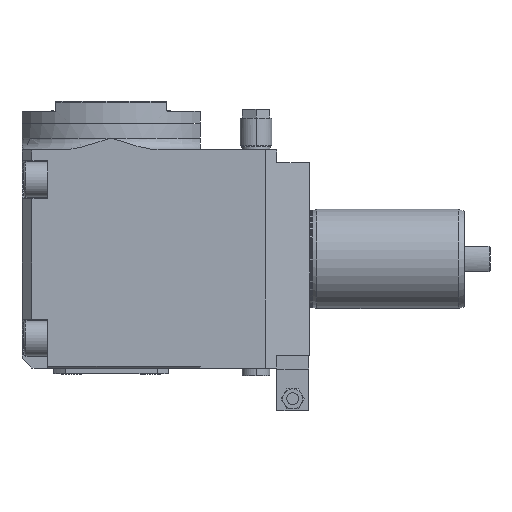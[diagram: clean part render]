
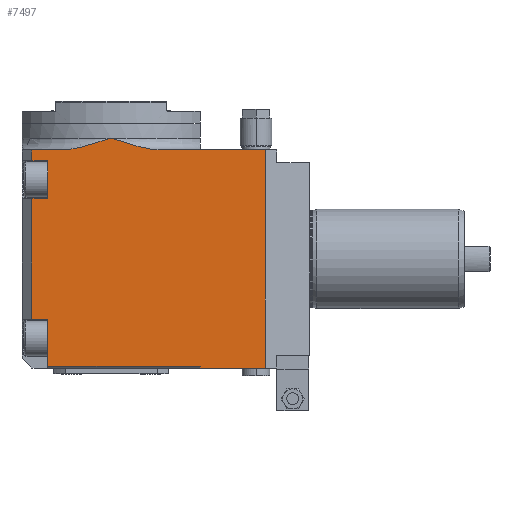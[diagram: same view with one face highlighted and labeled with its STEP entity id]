
A CAD part, front view. The second image highlights one B-rep face of the part: STEP entity #7497.
In plain terms, the highlighted planar face has unit normal (0, -1, 0).
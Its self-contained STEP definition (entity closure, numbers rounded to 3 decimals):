
#103=DIRECTION('',(1.,0.,0.));
#104=VECTOR('',#103,32.608);
#105=CARTESIAN_POINT('',(-55.,-50.,-55.));
#106=LINE('',#105,#104);
#251=DIRECTION('',(-1.,0.,0.));
#252=VECTOR('',#251,52.389);
#253=CARTESIAN_POINT('',(-22.392,-50.,55.));
#254=LINE('',#253,#252);
#295=DIRECTION('',(1.,0.,0.));
#296=VECTOR('',#295,77.);
#297=CARTESIAN_POINT('',(-132.,-50.,-54.));
#298=LINE('',#297,#296);
#299=DIRECTION('',(0.,0.,1.));
#300=VECTOR('',#299,23.5);
#301=CARTESIAN_POINT('',(-132.,-50.,-54.));
#302=LINE('',#301,#300);
#303=DIRECTION('',(1.,0.,0.));
#304=VECTOR('',#303,8.);
#305=CARTESIAN_POINT('',(-140.,-50.,-30.5));
#306=LINE('',#305,#304);
#307=DIRECTION('',(0.,0.,-1.));
#308=VECTOR('',#307,61.);
#309=CARTESIAN_POINT('',(-140.,-50.,30.5));
#310=LINE('',#309,#308);
#311=DIRECTION('',(1.,0.,0.));
#312=VECTOR('',#311,8.);
#313=CARTESIAN_POINT('',(-140.,-50.,30.5));
#314=LINE('',#313,#312);
#315=DIRECTION('',(0.,0.,1.));
#316=VECTOR('',#315,19.);
#317=CARTESIAN_POINT('',(-132.,-50.,30.5));
#318=LINE('',#317,#316);
#319=DIRECTION('',(1.,0.,0.));
#320=VECTOR('',#319,8.);
#321=CARTESIAN_POINT('',(-140.,-50.,49.5));
#322=LINE('',#321,#320);
#323=DIRECTION('',(0.,0.,-1.));
#324=VECTOR('',#323,5.5);
#325=CARTESIAN_POINT('',(-140.,-50.,55.));
#326=LINE('',#325,#324);
#327=DIRECTION('',(1.,0.,0.));
#328=VECTOR('',#327,14.781);
#329=CARTESIAN_POINT('',(-140.,-50.,55.));
#330=LINE('',#329,#328);
#331=CARTESIAN_POINT('',(-100.,-50.,61.));
#332=CARTESIAN_POINT('',(-101.282,-50.,60.556));
#333=CARTESIAN_POINT('',(-103.735,-50.,59.707));
#334=CARTESIAN_POINT('',(-107.11,-50.,58.583));
#335=CARTESIAN_POINT('',(-110.132,-50.,57.645));
#336=CARTESIAN_POINT('',(-112.839,-50.,56.883));
#337=CARTESIAN_POINT('',(-115.25,-50.,56.284));
#338=CARTESIAN_POINT('',(-117.385,-50.,55.829));
#339=CARTESIAN_POINT('',(-119.284,-50.,55.494));
#340=CARTESIAN_POINT('',(-120.994,-50.,55.257));
#341=CARTESIAN_POINT('',(-122.537,-50.,55.103));
#342=CARTESIAN_POINT('',(-123.94,-50.,55.017));
#343=CARTESIAN_POINT('',(-124.806,-50.,55.));
#344=CARTESIAN_POINT('',(-125.219,-50.,55.));
#346=CARTESIAN_POINT('',(-74.781,-50.,55.));
#347=CARTESIAN_POINT('',(-75.195,-50.,55.));
#348=CARTESIAN_POINT('',(-76.061,-50.,55.017));
#349=CARTESIAN_POINT('',(-77.464,-50.,55.103));
#350=CARTESIAN_POINT('',(-79.008,-50.,55.257));
#351=CARTESIAN_POINT('',(-80.719,-50.,55.494));
#352=CARTESIAN_POINT('',(-82.618,-50.,55.83));
#353=CARTESIAN_POINT('',(-84.752,-50.,56.284));
#354=CARTESIAN_POINT('',(-87.161,-50.,56.883));
#355=CARTESIAN_POINT('',(-89.867,-50.,57.645));
#356=CARTESIAN_POINT('',(-92.888,-50.,58.583));
#357=CARTESIAN_POINT('',(-96.264,-50.,59.706));
#358=CARTESIAN_POINT('',(-98.717,-50.,60.556));
#359=CARTESIAN_POINT('',(-100.,-50.,61.));
#361=DIRECTION('',(0.,0.,-1.));
#362=VECTOR('',#361,110.);
#363=CARTESIAN_POINT('',(-22.392,-50.,55.));
#364=LINE('',#363,#362);
#369=DIRECTION('',(0.,0.,-1.));
#370=VECTOR('',#369,1.);
#371=CARTESIAN_POINT('',(-55.,-50.,-54.));
#372=LINE('',#371,#370);
#6245=CARTESIAN_POINT('',(-22.392,-50.,55.));
#6247=VERTEX_POINT('',#6245);
#6248=CARTESIAN_POINT('',(-22.392,-50.,-55.));
#6249=VERTEX_POINT('',#6248);
#6270=CARTESIAN_POINT('',(-55.,-50.,-55.));
#6271=VERTEX_POINT('',#6270);
#6314=CARTESIAN_POINT('',(-132.,-50.,-30.5));
#6315=VERTEX_POINT('',#6314);
#6318=CARTESIAN_POINT('',(-140.,-50.,-30.5));
#6320=VERTEX_POINT('',#6318);
#6334=CARTESIAN_POINT('',(-140.,-50.,30.5));
#6335=VERTEX_POINT('',#6334);
#6353=CARTESIAN_POINT('',(-140.,-50.,55.));
#6354=CARTESIAN_POINT('',(-125.219,-50.,55.));
#6355=VERTEX_POINT('',#6353);
#6356=VERTEX_POINT('',#6354);
#6370=CARTESIAN_POINT('',(-100.,-50.,61.));
#6372=VERTEX_POINT('',#6370);
#6377=CARTESIAN_POINT('',(-140.,-50.,49.5));
#6378=VERTEX_POINT('',#6377);
#6389=CARTESIAN_POINT('',(-132.,-50.,30.5));
#6390=CARTESIAN_POINT('',(-132.,-50.,49.5));
#6391=VERTEX_POINT('',#6389);
#6392=VERTEX_POINT('',#6390);
#6421=VERTEX_POINT('',#346);
#6428=CARTESIAN_POINT('',(-132.,-50.,-54.));
#6430=VERTEX_POINT('',#6428);
#6436=CARTESIAN_POINT('',(-55.,-50.,-54.));
#6438=VERTEX_POINT('',#6436);
#7463=CARTESIAN_POINT('',(-55.,-50.,55.));
#7464=DIRECTION('',(0.,1.,0.));
#7465=DIRECTION('',(0.,0.,-1.));
#7466=AXIS2_PLACEMENT_3D('',#7463,#7464,#7465);
#7467=PLANE('',#7466);
#7469=ORIENTED_EDGE('',*,*,#7468,.F.);
#7471=ORIENTED_EDGE('',*,*,#7470,.F.);
#7473=ORIENTED_EDGE('',*,*,#7472,.T.);
#7475=ORIENTED_EDGE('',*,*,#7474,.F.);
#7477=ORIENTED_EDGE('',*,*,#7476,.F.);
#7479=ORIENTED_EDGE('',*,*,#7478,.T.);
#7481=ORIENTED_EDGE('',*,*,#7480,.T.);
#7483=ORIENTED_EDGE('',*,*,#7482,.F.);
#7485=ORIENTED_EDGE('',*,*,#7484,.F.);
#7487=ORIENTED_EDGE('',*,*,#7486,.T.);
#7489=ORIENTED_EDGE('',*,*,#7488,.F.);
#7491=ORIENTED_EDGE('',*,*,#7490,.F.);
#7492=ORIENTED_EDGE('',*,*,#7441,.F.);
#7493=ORIENTED_EDGE('',*,*,#7271,.T.);
#7494=ORIENTED_EDGE('',*,*,#7341,.F.);
#7495=EDGE_LOOP('',(#7469,#7471,#7473,#7475,#7477,#7479,#7481,#7483,#7485,#7487,
#7489,#7491,#7492,#7493,#7494));
#7496=FACE_OUTER_BOUND('',#7495,.F.);
#7497=ADVANCED_FACE('',(#7496),#7467,.F.);
#345=B_SPLINE_CURVE_WITH_KNOTS('',3,(#331,#332,#333,#334,#335,#336,#337,#338,
#339,#340,#341,#342,#343,#344),.UNSPECIFIED.,.F.,.F.,(4,1,1,1,1,1,1,1,1,1,1,4),(
0.,0.091,0.182,0.273,0.364,
0.455,0.545,0.636,0.727,
0.818,0.909,1.),.UNSPECIFIED.);
#360=B_SPLINE_CURVE_WITH_KNOTS('',3,(#346,#347,#348,#349,#350,#351,#352,#353,
#354,#355,#356,#357,#358,#359),.UNSPECIFIED.,.F.,.F.,(4,1,1,1,1,1,1,1,1,1,1,4),(
0.,0.091,0.182,0.273,0.364,
0.455,0.545,0.636,0.727,
0.818,0.909,1.),.UNSPECIFIED.);
#7271=EDGE_CURVE('',#6247,#6249,#364,.T.);
#7341=EDGE_CURVE('',#6271,#6249,#106,.T.);
#7441=EDGE_CURVE('',#6247,#6421,#254,.T.);
#7468=EDGE_CURVE('',#6438,#6271,#372,.T.);
#7470=EDGE_CURVE('',#6430,#6438,#298,.T.);
#7472=EDGE_CURVE('',#6430,#6315,#302,.T.);
#7474=EDGE_CURVE('',#6320,#6315,#306,.T.);
#7476=EDGE_CURVE('',#6335,#6320,#310,.T.);
#7478=EDGE_CURVE('',#6335,#6391,#314,.T.);
#7480=EDGE_CURVE('',#6391,#6392,#318,.T.);
#7482=EDGE_CURVE('',#6378,#6392,#322,.T.);
#7484=EDGE_CURVE('',#6355,#6378,#326,.T.);
#7486=EDGE_CURVE('',#6355,#6356,#330,.T.);
#7488=EDGE_CURVE('',#6372,#6356,#345,.T.);
#7490=EDGE_CURVE('',#6421,#6372,#360,.T.);
